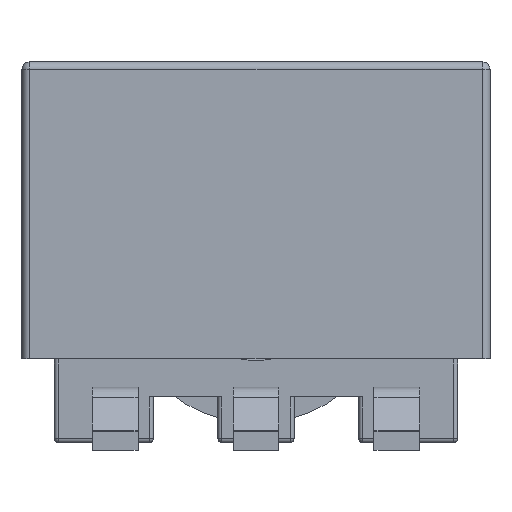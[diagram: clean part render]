
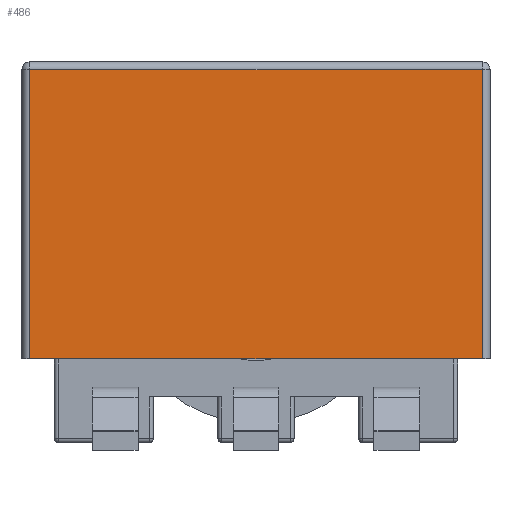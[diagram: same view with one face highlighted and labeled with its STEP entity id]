
A CAD part, front view. The second image highlights one B-rep face of the part: STEP entity #486.
In plain terms, the highlighted face is planar.
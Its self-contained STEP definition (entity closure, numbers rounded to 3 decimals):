
#486 = ADVANCED_FACE( '', ( #1119 ), #1120, .F. );
#1119 = FACE_OUTER_BOUND( '', #1942, .T. );
#1120 = PLANE( '', #1943 );
#1942 = EDGE_LOOP( '', ( #3278, #3279, #3280, #3281 ) );
#1943 = AXIS2_PLACEMENT_3D( '', #3282, #3283, #3284 );
#3278 = ORIENTED_EDGE( '', *, *, #4783, .T. );
#3279 = ORIENTED_EDGE( '', *, *, #5154, .T. );
#3280 = ORIENTED_EDGE( '', *, *, #5155, .F. );
#3281 = ORIENTED_EDGE( '', *, *, #5156, .T. );
#3282 = CARTESIAN_POINT( '', ( -3.075, 2.85, -0.95 ) );
#3283 = DIRECTION( '', ( 0., -1., 0. ) );
#3284 = DIRECTION( '', ( 0., 0., -1. ) );
#4783 = EDGE_CURVE( '', #5737, #5742, #5744, .F. );
#5154 = EDGE_CURVE( '', #5742, #6323, #6324, .F. );
#5155 = EDGE_CURVE( '', #6325, #6323, #6326, .T. );
#5156 = EDGE_CURVE( '', #6325, #5737, #6327, .F. );
#5737 = VERTEX_POINT( '', #7062 );
#5742 = VERTEX_POINT( '', #7068 );
#5744 = LINE( '', #7070, #7071 );
#6323 = VERTEX_POINT( '', #7892 );
#6324 = LINE( '', #7893, #7894 );
#6325 = VERTEX_POINT( '', #7895 );
#6326 = LINE( '', #7896, #7897 );
#6327 = LINE( '', #7898, #7899 );
#7062 = CARTESIAN_POINT( '', ( -2.975, 2.85, 2.85 ) );
#7068 = CARTESIAN_POINT( '', ( 2.975, 2.85, 2.85 ) );
#7070 = CARTESIAN_POINT( '', ( 3.075, 2.85, 2.85 ) );
#7071 = VECTOR( '', #8703, 1000. );
#7892 = CARTESIAN_POINT( '', ( 2.975, 2.85, -0.95 ) );
#7893 = CARTESIAN_POINT( '', ( 2.975, 2.85, -0.95 ) );
#7894 = VECTOR( '', #9194, 1000. );
#7895 = CARTESIAN_POINT( '', ( -2.975, 2.85, -0.95 ) );
#7896 = CARTESIAN_POINT( '', ( -3.075, 2.85, -0.95 ) );
#7897 = VECTOR( '', #9195, 1000. );
#7898 = CARTESIAN_POINT( '', ( -2.975, 2.85, 2.95 ) );
#7899 = VECTOR( '', #9196, 1000. );
#8703 = DIRECTION( '', ( -1., 0., 0. ) );
#9194 = DIRECTION( '', ( 0., 0., 1. ) );
#9195 = DIRECTION( '', ( 1., 0., 0. ) );
#9196 = DIRECTION( '', ( 0., 0., -1. ) );
